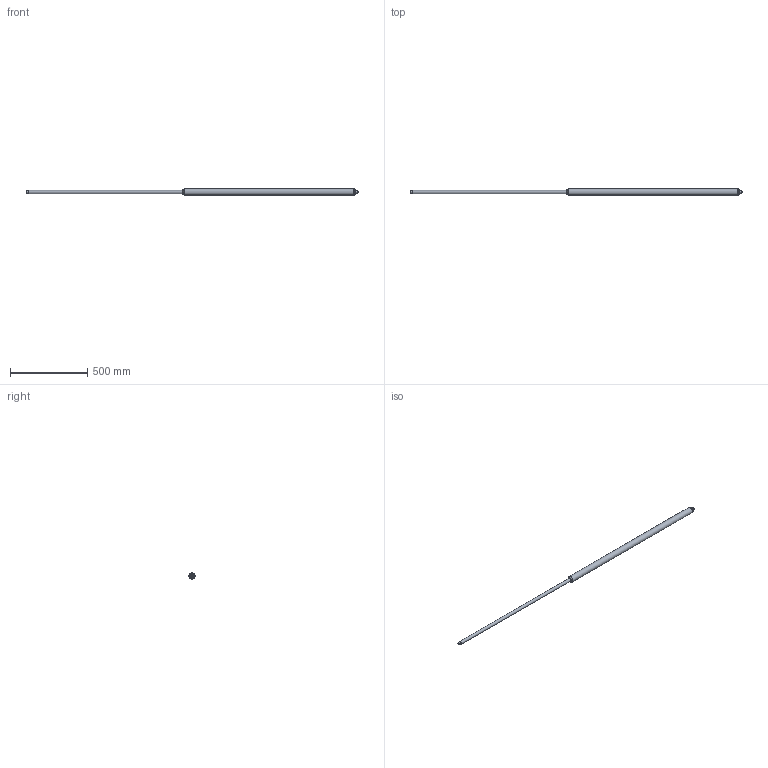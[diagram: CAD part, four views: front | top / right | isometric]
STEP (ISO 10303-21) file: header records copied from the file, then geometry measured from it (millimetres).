
FILE_DESCRIPTION((''),'2;1');
FILE_NAME('GF-2040-Hub-1000-EBL-2117.stp','2011-04-07T16:24:02',('CADNEU'),(''),'Autodesk Inventor 2011','Autodesk Inventor 2011','');
FILE_SCHEMA(('AUTOMOTIVE_DESIGN { 1 0 10303 214 1 1 1 1 }'));
Length unit declared in the file: millimetre
Products named in the file (5): GF-2040-Hub-1000-EBL-2117; Zylinder_40; Kolbenstange_20; Gewindeanschluß_Z0; Gewindeanschluß_Z0_40
Assembly tree (4 placements, depth 2):
  GF-2040-Hub-1000-EBL-2117
    Zylinder_40
    Kolbenstange_20
    Gewindeanschluß_Z0
    Gewindeanschluß_Z0_40
Bounding box: 2147 x 40 x 40 mm (x, y, z)
Volume: 1715746.9 mm3; surface area: 210286.8 mm2
Topology: 4 solids, 4 shells, 27 faces, 42 edges, 24 vertices
Faces by surface type: cylinder 9, plane 9, cone 7, torus 2
Full cylindrical faces by diameter (mm): 3.2 x1, 14 x2, 20 x1, 25 x2, 29.9 x2, 40 x1
Entity records: 728 total; most frequent: DIRECTION 120, CARTESIAN_POINT 84, AXIS2_PLACEMENT_3D 60, ORIENTED_EDGE 48, EDGE_LOOP 48, STYLED_ITEM 28, FACE_OUTER_BOUND 27, ADVANCED_FACE 27
